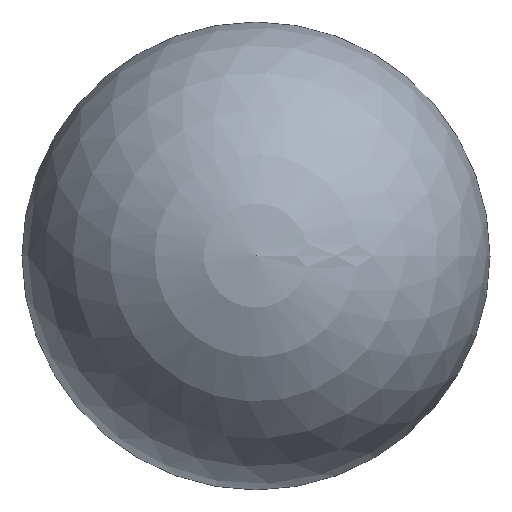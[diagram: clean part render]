
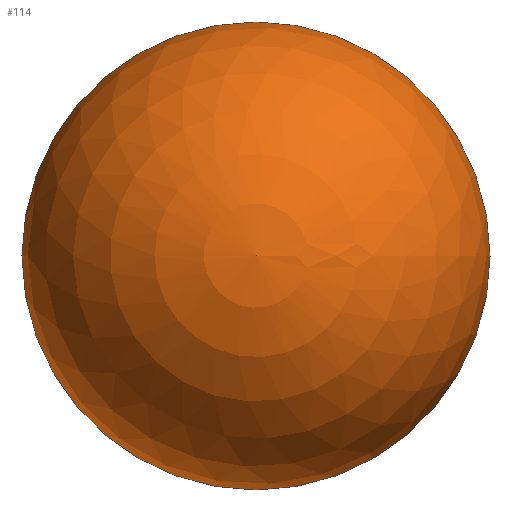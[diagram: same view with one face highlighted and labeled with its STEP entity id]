
A CAD part, top view. The second image highlights one B-rep face of the part: STEP entity #114.
In plain terms, the highlighted spherical face has radius 2.5 mm.
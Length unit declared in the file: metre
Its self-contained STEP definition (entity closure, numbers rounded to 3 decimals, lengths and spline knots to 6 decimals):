
#12=SPHERICAL_SURFACE('',#135,0.0025);
#13=CIRCLE('',#134,0.0025);
#39=ORIENTED_EDGE('',*,*,#52,.T.);
#52=EDGE_CURVE('',#61,#61,#13,.T.);
#61=VERTEX_POINT('',#194);
#93=EDGE_LOOP('',(#39));
#101=FACE_BOUND('',#93,.T.);
#114=ADVANCED_FACE('',(#101),#12,.T.);
#134=AXIS2_PLACEMENT_3D('',#193,#162,#163);
#135=AXIS2_PLACEMENT_3D('',#195,#164,#165);
#162=DIRECTION('',(0.,0.,1.));
#163=DIRECTION('',(1.,0.,0.));
#164=DIRECTION('',(0.,0.,1.));
#165=DIRECTION('',(1.,0.,0.));
#193=CARTESIAN_POINT('',(0.00075,0.00175,0.003));
#194=CARTESIAN_POINT('',(0.00325,0.00175,0.003));
#195=CARTESIAN_POINT('',(0.00075,0.00175,0.003));
